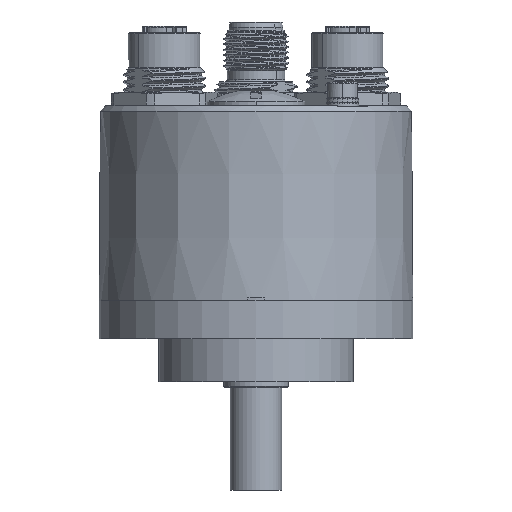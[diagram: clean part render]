
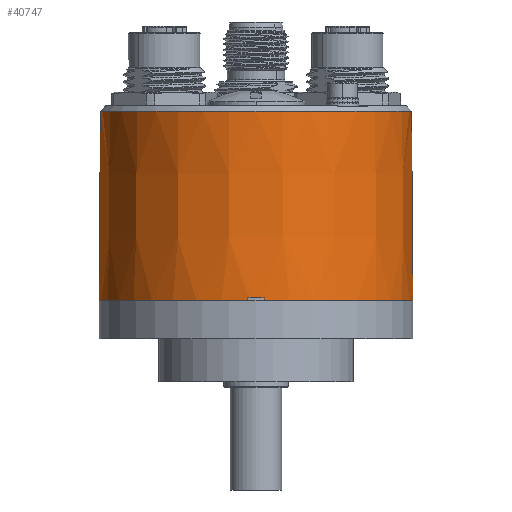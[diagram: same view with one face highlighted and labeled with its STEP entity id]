
A CAD part, front view. The second image highlights one B-rep face of the part: STEP entity #40747.
In plain terms, the highlighted conical face has half-angle 0.4 degrees and reference radius 29 mm.
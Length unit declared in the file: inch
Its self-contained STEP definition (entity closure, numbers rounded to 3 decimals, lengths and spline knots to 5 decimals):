
#762 = DIRECTION ( 'NONE',  ( -0.007, 0., -1. ) ) ;
#1012 = LINE ( 'NONE', #37413, #2242 ) ;
#2026 = CARTESIAN_POINT ( 'NONE',  ( -1.14173, 0., 0.59055 ) ) ;
#2241 = DIRECTION ( 'NONE',  ( -1., 0., 0. ) ) ;
#2242 = VECTOR ( 'NONE', #762, 39.37008 ) ;
#2920 = VERTEX_POINT ( 'NONE', #40424 ) ;
#3910 = CARTESIAN_POINT ( 'NONE',  ( -1.13211, 0., 1.9685 ) ) ;
#4300 = CARTESIAN_POINT ( 'NONE',  ( 1.14014, -0.05906, 0.60039 ) ) ;
#4404 = EDGE_CURVE ( 'NONE', #16741, #10327, #17088, .T. ) ;
#5200 = DIRECTION ( 'NONE',  ( 0., 0., 1. ) ) ;
#5542 = EDGE_CURVE ( 'NONE', #14922, #28524, #29591, .T. ) ;
#5904 = CIRCLE ( 'NONE', #19188, 1.14173 ) ;
#7406 = CARTESIAN_POINT ( 'NONE',  ( 1.13211, 0., 1.9685 ) ) ;
#7576 = DIRECTION ( 'NONE',  ( 0., 0., 1. ) ) ;
#7982 = ORIENTED_EDGE ( 'NONE', *, *, #22240, .T. ) ;
#9212 = AXIS2_PLACEMENT_3D ( 'NONE', #21790, #18906, #10083 ) ;
#10033 = DIRECTION ( 'NONE',  ( 0., 0., -1. ) ) ;
#10083 = DIRECTION ( 'NONE',  ( -1., 0., 0. ) ) ;
#10123 = DIRECTION ( 'NONE',  ( 0., 0., -1. ) ) ;
#10327 = VERTEX_POINT ( 'NONE', #3910 ) ;
#10612 = EDGE_CURVE ( 'NONE', #16741, #28439, #34805, .T. ) ;
#10760 = LINE ( 'NONE', #14151, #34684 ) ;
#11006 = ORIENTED_EDGE ( 'NONE', *, *, #5542, .T. ) ;
#11026 = ORIENTED_EDGE ( 'NONE', *, *, #30533, .T. ) ;
#11141 = ORIENTED_EDGE ( 'NONE', *, *, #45964, .T. ) ;
#12737 = CARTESIAN_POINT ( 'NONE',  ( 0., 0., 0.59055 ) ) ;
#13884 = AXIS2_PLACEMENT_3D ( 'NONE', #32757, #10033, #2241 ) ;
#14151 = CARTESIAN_POINT ( 'NONE',  ( -0.05906, -1.14014, 0.60039 ) ) ;
#14922 = VERTEX_POINT ( 'NONE', #25246 ) ;
#15631 = DIRECTION ( 'NONE',  ( -1., 0., 0. ) ) ;
#15708 = LINE ( 'NONE', #20394, #19178 ) ;
#16489 = VECTOR ( 'NONE', #19388, 39.37008 ) ;
#16741 = VERTEX_POINT ( 'NONE', #7406 ) ;
#17088 = CIRCLE ( 'NONE', #25360, 1.13211 ) ;
#18906 = DIRECTION ( 'NONE',  ( 0., 0., 1. ) ) ;
#19178 = VECTOR ( 'NONE', #51342, 39.37008 ) ;
#19188 = AXIS2_PLACEMENT_3D ( 'NONE', #35163, #7576, #15631 ) ;
#19388 = DIRECTION ( 'NONE',  ( -0.007, 0., 1. ) ) ;
#20394 = CARTESIAN_POINT ( 'NONE',  ( 0.05906, -1.14014, 0.60039 ) ) ;
#21337 = EDGE_LOOP ( 'NONE', ( #44882, #30791, #28204, #45577, #48205, #11141, #7982, #11006, #11026, #48444 ) ) ;
#21790 = CARTESIAN_POINT ( 'NONE',  ( 0., 0., 0.61024 ) ) ;
#22239 = FACE_OUTER_BOUND ( 'NONE', #21337, .T. ) ;
#22240 = EDGE_CURVE ( 'NONE', #43855, #14922, #15708, .T. ) ;
#24666 = DIRECTION ( 'NONE',  ( -1., 0., 0. ) ) ;
#25246 = CARTESIAN_POINT ( 'NONE',  ( 0.05906, -1.1402, 0.59055 ) ) ;
#25360 = AXIS2_PLACEMENT_3D ( 'NONE', #45758, #10123, #41860 ) ;
#26162 = CARTESIAN_POINT ( 'NONE',  ( -0.05906, -1.1402, 0.59055 ) ) ;
#28204 = ORIENTED_EDGE ( 'NONE', *, *, #40109, .T. ) ;
#28439 = VERTEX_POINT ( 'NONE', #48900 ) ;
#28524 = VERTEX_POINT ( 'NONE', #46036 ) ;
#29391 = CARTESIAN_POINT ( 'NONE',  ( 1.14007, -0.05906, 0.61024 ) ) ;
#29591 = CIRCLE ( 'NONE', #31271, 1.14173 ) ;
#30005 = DIRECTION ( 'NONE',  ( 0., 0.007, 1. ) ) ;
#30533 = EDGE_CURVE ( 'NONE', #28524, #33692, #39672, .T. ) ;
#30697 = VECTOR ( 'NONE', #50904, 39.37008 ) ;
#30791 = ORIENTED_EDGE ( 'NONE', *, *, #4404, .T. ) ;
#30798 = EDGE_CURVE ( 'NONE', #39367, #2920, #10760, .T. ) ;
#31271 = AXIS2_PLACEMENT_3D ( 'NONE', #12737, #5200, #24666 ) ;
#31807 = VERTEX_POINT ( 'NONE', #2026 ) ;
#32757 = CARTESIAN_POINT ( 'NONE',  ( 0., 0., 0.59055 ) ) ;
#33692 = VERTEX_POINT ( 'NONE', #29391 ) ;
#34684 = VECTOR ( 'NONE', #30005, 39.37008 ) ;
#34805 = LINE ( 'NONE', #35064, #30697 ) ;
#35064 = CARTESIAN_POINT ( 'NONE',  ( 1.14173, 0., 0.59055 ) ) ;
#35163 = CARTESIAN_POINT ( 'NONE',  ( 0., 0., 0.59055 ) ) ;
#37413 = CARTESIAN_POINT ( 'NONE',  ( -1.14173, 0., 0.59055 ) ) ;
#39046 = EDGE_CURVE ( 'NONE', #33692, #28439, #47984, .T. ) ;
#39139 = CIRCLE ( 'NONE', #9212, 1.14159 ) ;
#39367 = VERTEX_POINT ( 'NONE', #26162 ) ;
#39672 = LINE ( 'NONE', #4300, #16489 ) ;
#40109 = EDGE_CURVE ( 'NONE', #10327, #31807, #1012, .T. ) ;
#40424 = CARTESIAN_POINT ( 'NONE',  ( -0.05906, -1.14007, 0.61024 ) ) ;
#40747 = ADVANCED_FACE ( 'NONE', ( #22239 ), #51256, .T. ) ;
#40865 = CARTESIAN_POINT ( 'NONE',  ( 0., 0., 0.61024 ) ) ;
#41860 = DIRECTION ( 'NONE',  ( 0., -1., 0. ) ) ;
#43855 = VERTEX_POINT ( 'NONE', #47624 ) ;
#43982 = DIRECTION ( 'NONE',  ( -1., 0., 0. ) ) ;
#44754 = EDGE_CURVE ( 'NONE', #31807, #39367, #5904, .T. ) ;
#44882 = ORIENTED_EDGE ( 'NONE', *, *, #10612, .F. ) ;
#45577 = ORIENTED_EDGE ( 'NONE', *, *, #44754, .T. ) ;
#45758 = CARTESIAN_POINT ( 'NONE',  ( 0., 0., 1.9685 ) ) ;
#45964 = EDGE_CURVE ( 'NONE', #2920, #43855, #39139, .T. ) ;
#46036 = CARTESIAN_POINT ( 'NONE',  ( 1.1402, -0.05906, 0.59055 ) ) ;
#47624 = CARTESIAN_POINT ( 'NONE',  ( 0.05906, -1.14007, 0.61024 ) ) ;
#47868 = DIRECTION ( 'NONE',  ( 0., 0., 1. ) ) ;
#47984 = CIRCLE ( 'NONE', #51317, 1.14159 ) ;
#48205 = ORIENTED_EDGE ( 'NONE', *, *, #30798, .T. ) ;
#48444 = ORIENTED_EDGE ( 'NONE', *, *, #39046, .T. ) ;
#48900 = CARTESIAN_POINT ( 'NONE',  ( 1.14159, 0., 0.61024 ) ) ;
#50904 = DIRECTION ( 'NONE',  ( 0.007, 0., -1. ) ) ;
#51256 = CONICAL_SURFACE ( 'NONE', #13884, 1.14173, 0.007 ) ;
#51317 = AXIS2_PLACEMENT_3D ( 'NONE', #40865, #47868, #43982 ) ;
#51342 = DIRECTION ( 'NONE',  ( 0., -0.007, -1. ) ) ;
